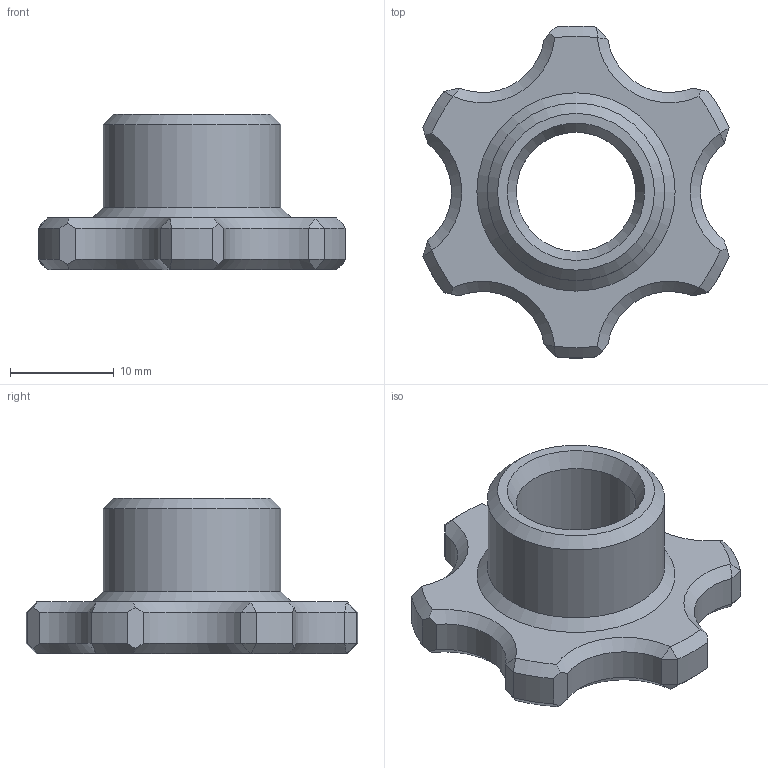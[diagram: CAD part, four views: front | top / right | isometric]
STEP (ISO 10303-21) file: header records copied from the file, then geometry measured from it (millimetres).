
FILE_DESCRIPTION(('FreeCAD Model'),'2;1');
FILE_NAME('rode_psa1_knob.step','2021-11-22T14:09:51',( 'Felix Morgner'),(''),'Open CASCADE STEP processor 7.5','FreeCAD', 'Unknown');
FILE_SCHEMA(('AUTOMOTIVE_DESIGN { 1 0 10303 214 1 1 1 1 }'));
Length unit declared in the file: millimetre
Products named in the file (1): rode_psa1_knob
Bounding box: 29.51 x 31.97 x 15 mm (x, y, z)
Volume: 3701.9 mm3; surface area: 2426.1 mm2
Topology: 1 solids, 1 shells, 69 faces, 158 edges, 92 vertices
Faces by surface type: cone 28, plane 15, cylinder 14, bspline 12
Full cylindrical faces by diameter (mm): 11.5 x1, 17.1 x1
Entity records: 4605 total; most frequent: CARTESIAN_POINT 1679, DIRECTION 472, ORIENTED_EDGE 316, PCURVE 316, DEFINITIONAL_REPRESENTATION 316, B_SPLINE_CURVE_WITH_KNOTS 204, EDGE_CURVE 158, SURFACE_CURVE 152
